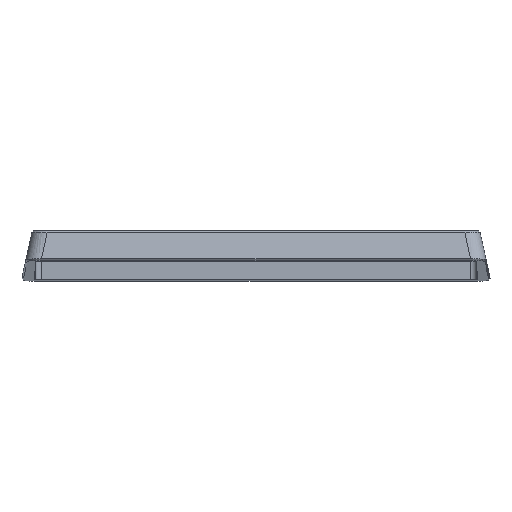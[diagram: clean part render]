
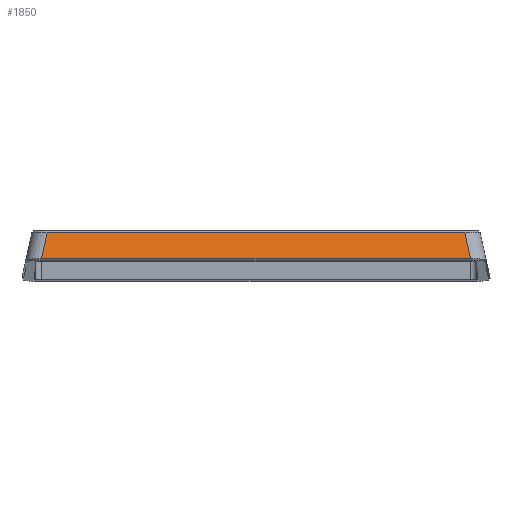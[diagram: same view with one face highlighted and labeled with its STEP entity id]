
A CAD part, front view. The second image highlights one B-rep face of the part: STEP entity #1850.
In plain terms, the highlighted free-form (B-spline) face has degree [1, 1] with [2, 2] control points.
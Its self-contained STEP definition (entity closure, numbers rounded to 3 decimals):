
#693 = VERTEX_POINT('',#694);
#694 = CARTESIAN_POINT('',(137.151,-62.925,
    14.558));
#699 = EDGE_CURVE('',#693,#700,#702,.T.);
#700 = VERTEX_POINT('',#701);
#701 = CARTESIAN_POINT('',(-137.151,-62.925,
    14.558));
#702 = B_SPLINE_CURVE_WITH_KNOTS('',14,(#703,#704,#705,#706,#707,#708,
    #709,#710,#711,#712,#713,#714,#715,#716,#717),.UNSPECIFIED.,.F.,.F.,
  (15,15),(0.208,272.712),.PIECEWISE_BEZIER_KNOTS.);
#703 = CARTESIAN_POINT('',(137.151,-62.925,
    14.558));
#704 = CARTESIAN_POINT('',(117.428,-62.935,
    14.511));
#705 = CARTESIAN_POINT('',(97.845,-62.981,
    14.3));
#706 = CARTESIAN_POINT('',(78.277,-62.942,
    14.478));
#707 = CARTESIAN_POINT('',(58.723,-62.912,
    14.616));
#708 = CARTESIAN_POINT('',(39.156,-62.949,
    14.448));
#709 = CARTESIAN_POINT('',(19.583,-62.906,
    14.648));
#710 = CARTESIAN_POINT('',(0.,-62.947,
    14.455));
#711 = CARTESIAN_POINT('',(-19.583,-62.906,
    14.647));
#712 = CARTESIAN_POINT('',(-39.156,-62.949,
    14.449));
#713 = CARTESIAN_POINT('',(-58.724,-62.913,
    14.615));
#714 = CARTESIAN_POINT('',(-78.279,-62.942,
    14.479));
#715 = CARTESIAN_POINT('',(-97.847,-62.98,
    14.301));
#716 = CARTESIAN_POINT('',(-117.43,-62.935,
    14.511));
#717 = CARTESIAN_POINT('',(-137.151,-62.925,
    14.558));
#1850 = ADVANCED_FACE('',(#1851),#1918,.T.);
#1851 = FACE_BOUND('',#1852,.T.);
#1852 = EDGE_LOOP('',(#1853,#1866,#1867,#1880));
#1853 = ORIENTED_EDGE('',*,*,#1854,.F.);
#1854 = EDGE_CURVE('',#700,#1855,#1857,.T.);
#1855 = VERTEX_POINT('',#1856);
#1856 = CARTESIAN_POINT('',(-133.512,-59.286,
    31.374));
#1857 = B_SPLINE_CURVE_WITH_KNOTS('',3,(#1858,#1859,#1860,#1861,#1862,
    #1863,#1864,#1865),.UNSPECIFIED.,.F.,.F.,(4,2,2,4),(-0.229,
    0.972,21.651,22.852),.UNSPECIFIED.);
#1858 = CARTESIAN_POINT('',(-137.828,-63.602,
    11.428));
#1859 = CARTESIAN_POINT('',(-137.746,-63.519,
    11.81));
#1860 = CARTESIAN_POINT('',(-137.663,-63.437,
    12.193));
#1861 = CARTESIAN_POINT('',(-136.154,-61.927,
    19.167));
#1862 = CARTESIAN_POINT('',(-134.727,-60.501,
    25.759));
#1863 = CARTESIAN_POINT('',(-133.218,-58.992,
    32.733));
#1864 = CARTESIAN_POINT('',(-133.135,-58.909,
    33.116));
#1865 = CARTESIAN_POINT('',(-133.053,-58.826,
    33.499));
#1866 = ORIENTED_EDGE('',*,*,#699,.F.);
#1867 = ORIENTED_EDGE('',*,*,#1868,.T.);
#1868 = EDGE_CURVE('',#693,#1869,#1871,.T.);
#1869 = VERTEX_POINT('',#1870);
#1870 = CARTESIAN_POINT('',(133.512,-59.286,
    31.374));
#1871 = B_SPLINE_CURVE_WITH_KNOTS('',3,(#1872,#1873,#1874,#1875,#1876,
    #1877,#1878,#1879),.UNSPECIFIED.,.F.,.F.,(4,2,2,4),(-0.229,
    0.972,21.651,22.852),.UNSPECIFIED.);
#1872 = CARTESIAN_POINT('',(137.828,-63.602,
    11.428));
#1873 = CARTESIAN_POINT('',(137.746,-63.519,
    11.81));
#1874 = CARTESIAN_POINT('',(137.663,-63.437,
    12.193));
#1875 = CARTESIAN_POINT('',(136.154,-61.927,
    19.167));
#1876 = CARTESIAN_POINT('',(134.727,-60.501,
    25.759));
#1877 = CARTESIAN_POINT('',(133.218,-58.992,
    32.733));
#1878 = CARTESIAN_POINT('',(133.135,-58.909,
    33.116));
#1879 = CARTESIAN_POINT('',(133.053,-58.826,
    33.499));
#1880 = ORIENTED_EDGE('',*,*,#1881,.T.);
#1881 = EDGE_CURVE('',#1869,#1855,#1882,.T.);
#1882 = B_SPLINE_CURVE_WITH_KNOTS('',12,(#1883,#1884,#1885,#1886,#1887,
    #1888,#1889,#1890,#1891,#1892,#1893,#1894,#1895,#1896,#1897,#1898,
    #1899,#1900,#1901,#1902,#1903,#1904,#1905,#1906,#1907,#1908,#1909,
    #1910,#1911,#1912,#1913,#1914,#1915,#1916,#1917),.UNSPECIFIED.,.F.,
  .F.,(13,11,11,13),(410.145,410.349,678.293,
    678.499),.UNSPECIFIED.);
#1883 = CARTESIAN_POINT('',(133.512,-59.286,
    31.374));
#1884 = CARTESIAN_POINT('',(133.495,-59.286,
    31.374));
#1885 = CARTESIAN_POINT('',(133.478,-59.286,
    31.374));
#1886 = CARTESIAN_POINT('',(133.461,-59.286,
    31.374));
#1887 = CARTESIAN_POINT('',(133.443,-59.286,
    31.374));
#1888 = CARTESIAN_POINT('',(133.426,-59.286,
    31.374));
#1889 = CARTESIAN_POINT('',(133.409,-59.286,
    31.374));
#1890 = CARTESIAN_POINT('',(133.392,-59.286,
    31.374));
#1891 = CARTESIAN_POINT('',(133.375,-59.286,
    31.374));
#1892 = CARTESIAN_POINT('',(133.358,-59.286,
    31.374));
#1893 = CARTESIAN_POINT('',(133.341,-59.286,
    31.374));
#1894 = CARTESIAN_POINT('',(133.324,-59.286,
    31.374));
#1895 = CARTESIAN_POINT('',(110.959,-59.307,
    31.277));
#1896 = CARTESIAN_POINT('',(88.77,-59.259,
    31.498));
#1897 = CARTESIAN_POINT('',(66.585,-59.319,
    31.223));
#1898 = CARTESIAN_POINT('',(44.402,-59.29,
    31.358));
#1899 = CARTESIAN_POINT('',(22.209,-59.276,
    31.421));
#1900 = CARTESIAN_POINT('',(0.,-59.302,
    31.299));
#1901 = CARTESIAN_POINT('',(-22.209,-59.276,
    31.421));
#1902 = CARTESIAN_POINT('',(-44.403,-59.29,
    31.357));
#1903 = CARTESIAN_POINT('',(-66.586,-59.319,
    31.223));
#1904 = CARTESIAN_POINT('',(-88.772,-59.26,
    31.497));
#1905 = CARTESIAN_POINT('',(-110.96,-59.307,
    31.278));
#1906 = CARTESIAN_POINT('',(-133.323,-59.286,
    31.373));
#1907 = CARTESIAN_POINT('',(-133.34,-59.286,
    31.373));
#1908 = CARTESIAN_POINT('',(-133.357,-59.286,
    31.373));
#1909 = CARTESIAN_POINT('',(-133.374,-59.286,
    31.373));
#1910 = CARTESIAN_POINT('',(-133.391,-59.286,
    31.373));
#1911 = CARTESIAN_POINT('',(-133.409,-59.286,
    31.373));
#1912 = CARTESIAN_POINT('',(-133.426,-59.286,
    31.373));
#1913 = CARTESIAN_POINT('',(-133.443,-59.286,
    31.373));
#1914 = CARTESIAN_POINT('',(-133.46,-59.286,
    31.373));
#1915 = CARTESIAN_POINT('',(-133.478,-59.286,
    31.373));
#1916 = CARTESIAN_POINT('',(-133.495,-59.286,
    31.373));
#1917 = CARTESIAN_POINT('',(-133.512,-59.286,
    31.374));
#1918 = B_SPLINE_SURFACE_WITH_KNOTS('',1,1,(
    (#1919,#1920)
    ,(#1921,#1922
    )),.UNSPECIFIED.,.F.,.F.,.F.,(2,2),(2,2),(0.,300.15),(0.,1.),
  .PIECEWISE_BEZIER_KNOTS.);
#1919 = CARTESIAN_POINT('',(-150.075,-66.075,0.));
#1920 = CARTESIAN_POINT('',(-143.075,-59.075,32.35));
#1921 = CARTESIAN_POINT('',(150.075,-66.075,0.));
#1922 = CARTESIAN_POINT('',(143.075,-59.075,32.35));
